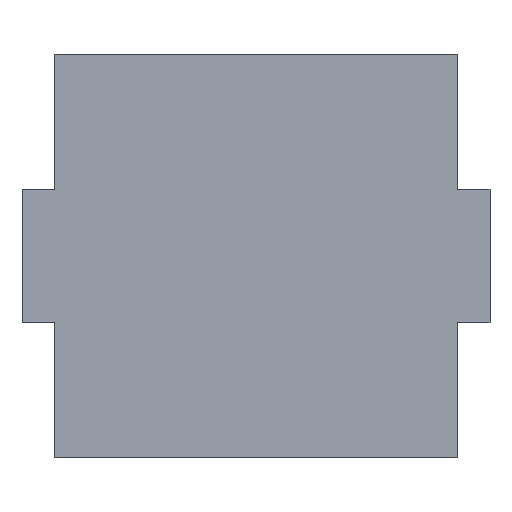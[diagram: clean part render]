
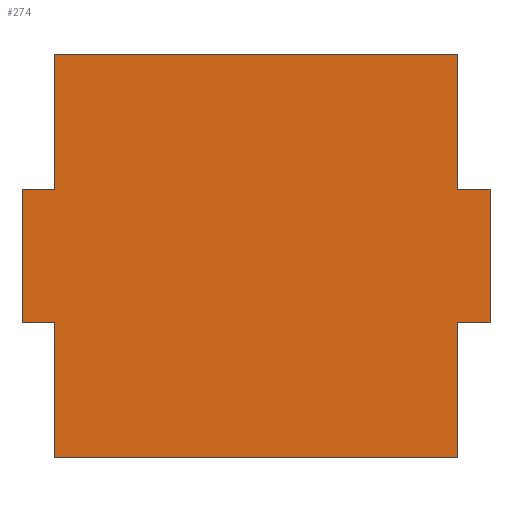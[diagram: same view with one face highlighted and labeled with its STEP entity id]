
A CAD part, front view. The second image highlights one B-rep face of the part: STEP entity #274.
In plain terms, the highlighted planar face has unit normal (0, -1, 0).
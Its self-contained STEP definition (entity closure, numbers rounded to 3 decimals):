
#28=FACE_OUTER_BOUND('',#42,.T.);
#42=EDGE_LOOP('',(#235,#236,#237,#238,#239,#240,#241,#242,#243,#244,#245,
#246));
#43=LINE('',#373,#79);
#47=LINE('',#381,#83);
#50=LINE('',#387,#86);
#54=LINE('',#396,#90);
#58=LINE('',#405,#94);
#62=LINE('',#412,#98);
#65=LINE('',#418,#101);
#69=LINE('',#425,#105);
#70=LINE('',#428,#106);
#73=LINE('',#433,#109);
#76=LINE('',#438,#112);
#77=LINE('',#440,#113);
#79=VECTOR('',#307,10.);
#83=VECTOR('',#313,10.);
#86=VECTOR('',#318,10.);
#90=VECTOR('',#326,10.);
#94=VECTOR('',#332,10.);
#98=VECTOR('',#338,10.);
#101=VECTOR('',#345,10.);
#105=VECTOR('',#349,10.);
#106=VECTOR('',#352,10.);
#109=VECTOR('',#357,10.);
#112=VECTOR('',#360,10.);
#113=VECTOR('',#363,10.);
#115=VERTEX_POINT('',#371);
#116=VERTEX_POINT('',#372);
#119=VERTEX_POINT('',#380);
#121=VERTEX_POINT('',#386);
#123=VERTEX_POINT('',#394);
#124=VERTEX_POINT('',#395);
#127=VERTEX_POINT('',#403);
#128=VERTEX_POINT('',#404);
#131=VERTEX_POINT('',#417);
#134=VERTEX_POINT('',#423);
#135=VERTEX_POINT('',#427);
#138=VERTEX_POINT('',#436);
#139=EDGE_CURVE('',#115,#116,#43,.T.);
#143=EDGE_CURVE('',#119,#115,#47,.T.);
#146=EDGE_CURVE('',#121,#119,#50,.T.);
#150=EDGE_CURVE('',#123,#124,#54,.T.);
#154=EDGE_CURVE('',#127,#128,#58,.T.);
#158=EDGE_CURVE('',#124,#127,#62,.T.);
#161=EDGE_CURVE('',#131,#128,#65,.T.);
#165=EDGE_CURVE('',#123,#134,#69,.T.);
#166=EDGE_CURVE('',#134,#135,#70,.T.);
#169=EDGE_CURVE('',#135,#116,#73,.T.);
#172=EDGE_CURVE('',#121,#138,#76,.T.);
#173=EDGE_CURVE('',#138,#131,#77,.T.);
#235=ORIENTED_EDGE('',*,*,#173,.T.);
#236=ORIENTED_EDGE('',*,*,#161,.T.);
#237=ORIENTED_EDGE('',*,*,#154,.F.);
#238=ORIENTED_EDGE('',*,*,#158,.F.);
#239=ORIENTED_EDGE('',*,*,#150,.F.);
#240=ORIENTED_EDGE('',*,*,#165,.T.);
#241=ORIENTED_EDGE('',*,*,#166,.T.);
#242=ORIENTED_EDGE('',*,*,#169,.T.);
#243=ORIENTED_EDGE('',*,*,#139,.F.);
#244=ORIENTED_EDGE('',*,*,#143,.F.);
#245=ORIENTED_EDGE('',*,*,#146,.F.);
#246=ORIENTED_EDGE('',*,*,#172,.T.);
#260=PLANE('',#302);
#274=ADVANCED_FACE('',(#28),#260,.F.);
#302=AXIS2_PLACEMENT_3D('',#443,#367,#368);
#307=DIRECTION('',(1.,0.,0.));
#313=DIRECTION('',(0.,0.,1.));
#318=DIRECTION('',(-1.,0.,0.));
#326=DIRECTION('',(1.,0.,0.));
#332=DIRECTION('',(-1.,0.,0.));
#338=DIRECTION('',(0.,0.,-1.));
#345=DIRECTION('',(0.,0.,1.));
#349=DIRECTION('',(0.,0.,1.));
#352=DIRECTION('',(-1.,0.,0.));
#357=DIRECTION('',(0.,0.,-1.));
#360=DIRECTION('',(0.,0.,-1.));
#363=DIRECTION('',(1.,0.,0.));
#367=DIRECTION('center_axis',(0.,1.,0.));
#368=DIRECTION('ref_axis',(1.,0.,0.));
#371=CARTESIAN_POINT('',(-5.8,0.,1.65));
#372=CARTESIAN_POINT('',(-5.,0.,1.65));
#373=CARTESIAN_POINT('',(-5.8,0.,1.65));
#380=CARTESIAN_POINT('',(-5.8,0.,-1.65));
#381=CARTESIAN_POINT('',(-5.8,0.,-1.65));
#386=CARTESIAN_POINT('',(-5.,0.,-1.65));
#387=CARTESIAN_POINT('',(-5.,0.,-1.65));
#394=CARTESIAN_POINT('',(5.,0.,1.65));
#395=CARTESIAN_POINT('',(5.8,0.,1.65));
#396=CARTESIAN_POINT('',(5.,0.,1.65));
#403=CARTESIAN_POINT('',(5.8,0.,-1.65));
#404=CARTESIAN_POINT('',(5.,0.,-1.65));
#405=CARTESIAN_POINT('',(5.8,0.,-1.65));
#412=CARTESIAN_POINT('',(5.8,0.,1.65));
#417=CARTESIAN_POINT('',(5.,0.,-5.));
#418=CARTESIAN_POINT('',(5.,0.,-5.));
#423=CARTESIAN_POINT('',(5.,0.,5.));
#425=CARTESIAN_POINT('',(5.,0.,-5.));
#427=CARTESIAN_POINT('',(-5.,0.,5.));
#428=CARTESIAN_POINT('',(5.,0.,5.));
#433=CARTESIAN_POINT('',(-5.,0.,5.));
#436=CARTESIAN_POINT('',(-5.,0.,-5.));
#438=CARTESIAN_POINT('',(-5.,0.,5.));
#440=CARTESIAN_POINT('',(-5.,0.,-5.));
#443=CARTESIAN_POINT('Origin',(0.,0.,0.));
